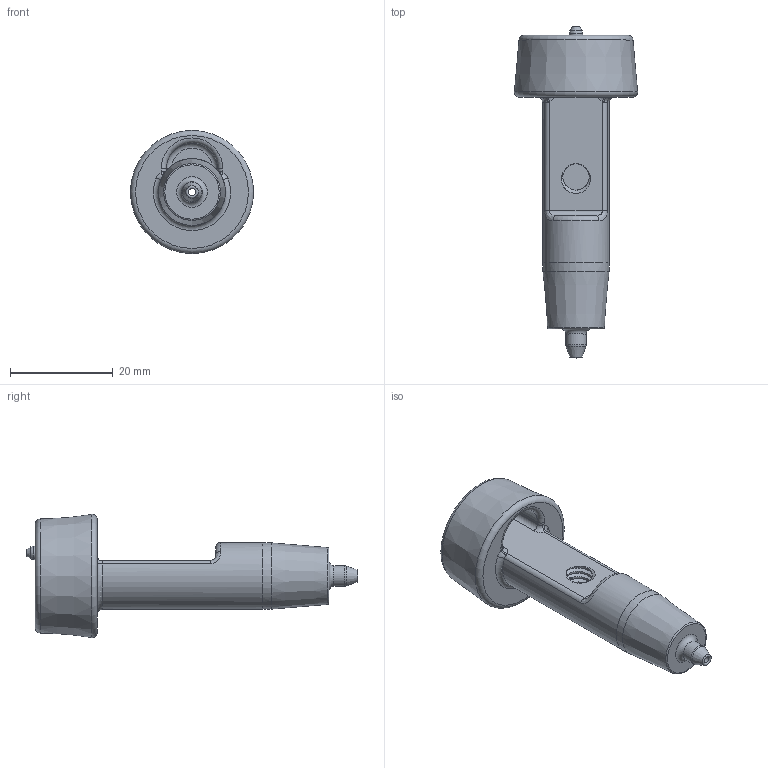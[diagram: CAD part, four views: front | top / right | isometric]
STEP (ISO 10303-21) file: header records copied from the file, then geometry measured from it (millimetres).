
FILE_DESCRIPTION(/* description */ (''),/* implementation_level */ '2;1');
FILE_NAME(/* name */ 'Variable Calibrator Top Large.step',/* time_stamp */ '2025-05-09T08:20:46-07:00',/* author */ (''),/* organization */ (''),/* preprocessor_version */ 'ST-DEVELOPER v20.1',/* originating_system */ 'Autodesk Translation Framework v14.4.0.0',/* authorisation */ '');
FILE_SCHEMA (('AUTOMOTIVE_DESIGN { 1 0 10303 214 3 1 1 }'));
Length unit declared in the file: millimetre
Products named in the file (1): Variable Calibrator Top Large
Bounding box: 23.91 x 64.46 x 23.91 mm (x, y, z)
Volume: 9351.2 mm3; surface area: 4110.1 mm2
Topology: 1 solids, 1 shells, 77 faces, 202 edges, 126 vertices
Faces by surface type: cylinder 33, torus 16, bspline 13, plane 9, cone 4, sphere 2
Full cylindrical faces by diameter (mm): 0.75 x1, 1.4 x2, 2.6 x1, 4 x1, 5.116 x2, 6.35 x1, 13 x1
Entity records: 3810 total; most frequent: CARTESIAN_POINT 1958, ORIENTED_EDGE 404, DIRECTION 363, EDGE_CURVE 202, AXIS2_PLACEMENT_3D 160, VERTEX_POINT 126, CIRCLE 95, EDGE_LOOP 82
